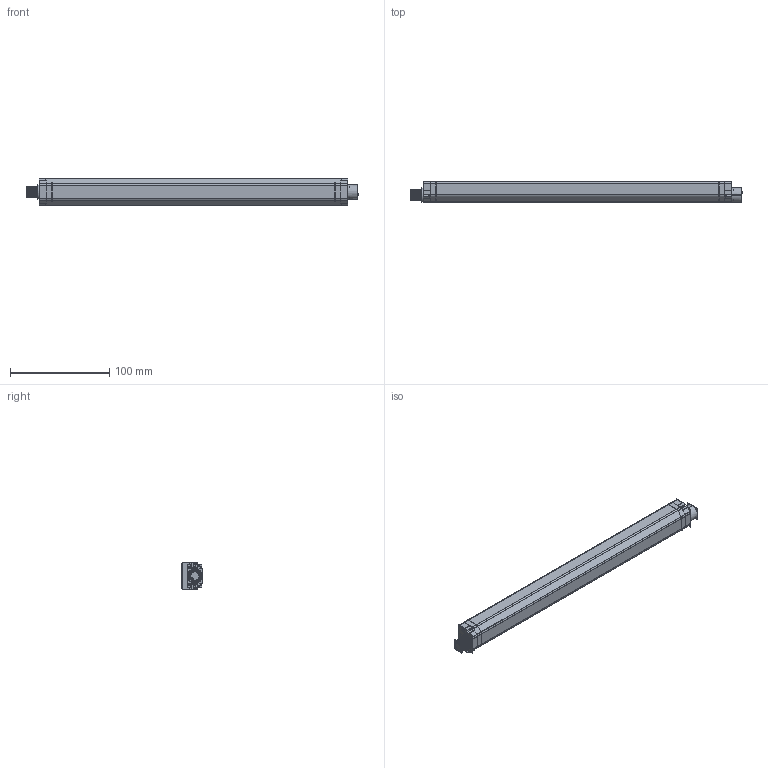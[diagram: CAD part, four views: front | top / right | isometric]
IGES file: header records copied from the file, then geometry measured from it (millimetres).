
Start section:  PTC IGES file: 154520_sm01.igs
Global section: file name: 154520_sm01.igs; native system: Creo Parametric by PTC Inc.; preprocessor: 2022414; author: banengservice; organization: Unknown; date: 20251010.091014; units: millimetre
Bounding box: 335.34 x 21.03 x 28 mm (x, y, z)
Volume: 167000.7 mm3; surface area: 144728.6 mm2
Topology: 1 solids, 1 shells, 826 faces, 4246 edges, 5405 vertices
Faces by surface type: revolution 544, bspline 282
